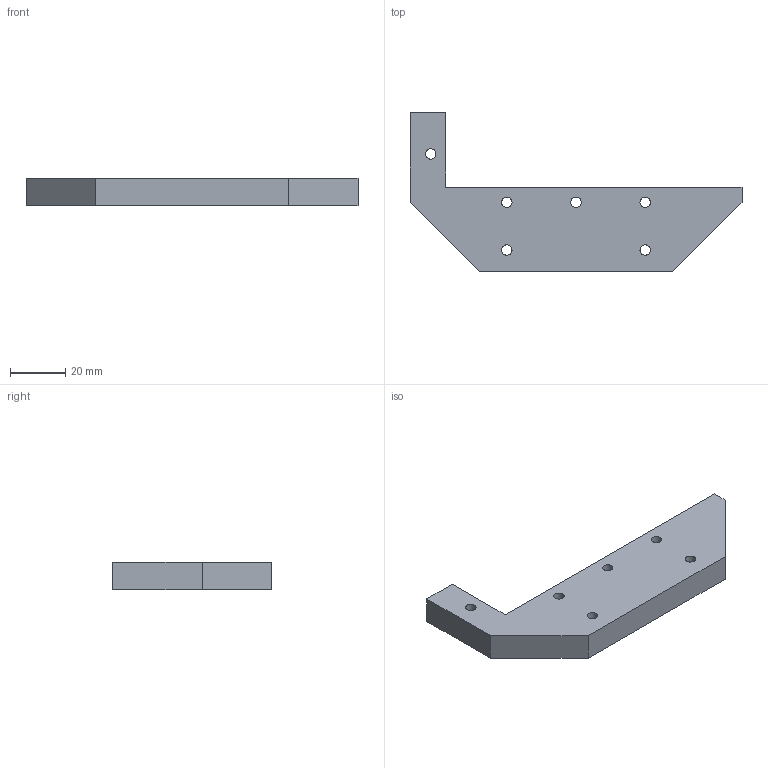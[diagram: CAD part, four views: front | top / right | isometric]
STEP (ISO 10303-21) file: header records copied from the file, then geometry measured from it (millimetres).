
FILE_DESCRIPTION(/* description */ ('Cycl_soportePCB_A'),/* implementation_level */ '2;1');
FILE_NAME(/* name */ 'G004158_Cycl_soportePCB_A.stp',/* time_stamp */ '2015-09-04T18:32:09+02:00',/* author */ ('jnazabal'),/* organization */ (''),/* preprocessor_version */ 'ST-DEVELOPER v15.6',/* originating_system */ 'Autodesk Inventor 2015',/* authorisation */ '');
FILE_SCHEMA (('AUTOMOTIVE_DESIGN { 1 0 10303 214 3 1 1 }'));
Length unit declared in the file: millimetre
Products named in the file (1): G004158_Cycl_soportePCB_A
Bounding box: 120 x 57.5 x 10 mm (x, y, z)
Volume: 32131.9 mm3; surface area: 11021.5 mm2
Topology: 1 solids, 1 shells, 56 faces, 158 edges, 106 vertices
Faces by surface type: plane 44, cylinder 12
Full cylindrical faces by diameter (mm): 3.78 x10, 7.2 x2
Entity records: 1756 total; most frequent: CARTESIAN_POINT 297, DIRECTION 282, ORIENTED_EDGE 280, EDGE_CURVE 140, LINE 112, VECTOR 112, VERTEX_POINT 100, EDGE_LOOP 90
